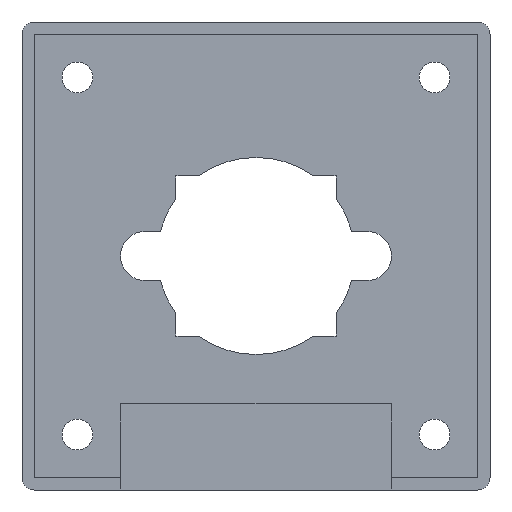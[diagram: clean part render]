
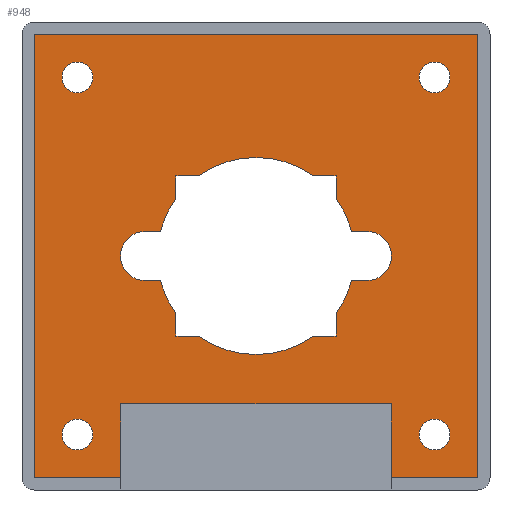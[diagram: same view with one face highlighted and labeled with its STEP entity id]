
A CAD part, front view. The second image highlights one B-rep face of the part: STEP entity #948.
In plain terms, the highlighted planar face has unit normal (0, -1, 0).
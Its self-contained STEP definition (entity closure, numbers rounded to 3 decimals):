
#20=FACE_BOUND('',#130,.T.);
#21=FACE_BOUND('',#131,.T.);
#22=FACE_BOUND('',#132,.T.);
#23=FACE_BOUND('',#133,.T.);
#24=FACE_BOUND('',#134,.T.);
#40=PLANE('',#1039);
#76=FACE_OUTER_BOUND('',#129,.T.);
#129=EDGE_LOOP('',(#765,#766,#767,#768,#769,#770,#771,#772));
#130=EDGE_LOOP('',(#773));
#131=EDGE_LOOP('',(#774,#775,#776,#777,#778,#779,#780,#781,#782,#783,#784,
#785,#786,#787,#788,#789,#790,#791,#792,#793));
#132=EDGE_LOOP('',(#794));
#133=EDGE_LOOP('',(#795));
#134=EDGE_LOOP('',(#796));
#217=LINE('',#1500,#323);
#220=LINE('',#1505,#326);
#222=LINE('',#1509,#328);
#224=LINE('',#1513,#330);
#226=LINE('',#1517,#332);
#228=LINE('',#1521,#334);
#229=LINE('',#1523,#335);
#230=LINE('',#1524,#336);
#231=LINE('',#1531,#337);
#232=LINE('',#1535,#338);
#233=LINE('',#1537,#339);
#234=LINE('',#1541,#340);
#235=LINE('',#1543,#341);
#236=LINE('',#1547,#342);
#237=LINE('',#1551,#343);
#238=LINE('',#1555,#344);
#239=LINE('',#1557,#345);
#240=LINE('',#1561,#346);
#241=LINE('',#1563,#347);
#242=LINE('',#1566,#348);
#323=VECTOR('',#1206,10.);
#326=VECTOR('',#1211,10.);
#328=VECTOR('',#1215,10.);
#330=VECTOR('',#1219,10.);
#332=VECTOR('',#1223,10.);
#334=VECTOR('',#1227,10.);
#335=VECTOR('',#1228,10.);
#336=VECTOR('',#1229,10.);
#337=VECTOR('',#1234,10.);
#338=VECTOR('',#1237,10.);
#339=VECTOR('',#1238,10.);
#340=VECTOR('',#1241,10.);
#341=VECTOR('',#1242,10.);
#342=VECTOR('',#1245,10.);
#343=VECTOR('',#1248,10.);
#344=VECTOR('',#1251,10.);
#345=VECTOR('',#1252,10.);
#346=VECTOR('',#1255,10.);
#347=VECTOR('',#1256,10.);
#348=VECTOR('',#1259,10.);
#395=CIRCLE('',#1040,1.25);
#396=CIRCLE('',#1041,2.);
#397=CIRCLE('',#1042,8.);
#398=CIRCLE('',#1043,8.);
#399=CIRCLE('',#1044,8.);
#400=CIRCLE('',#1045,2.);
#401=CIRCLE('',#1046,8.);
#402=CIRCLE('',#1047,8.);
#403=CIRCLE('',#1048,8.);
#404=CIRCLE('',#1049,1.25);
#405=CIRCLE('',#1050,1.25);
#406=CIRCLE('',#1051,1.25);
#467=VERTEX_POINT('',#1498);
#468=VERTEX_POINT('',#1499);
#469=VERTEX_POINT('',#1504);
#470=VERTEX_POINT('',#1508);
#471=VERTEX_POINT('',#1512);
#472=VERTEX_POINT('',#1516);
#473=VERTEX_POINT('',#1520);
#474=VERTEX_POINT('',#1522);
#475=VERTEX_POINT('',#1525);
#476=VERTEX_POINT('',#1527);
#477=VERTEX_POINT('',#1528);
#478=VERTEX_POINT('',#1530);
#479=VERTEX_POINT('',#1532);
#480=VERTEX_POINT('',#1534);
#481=VERTEX_POINT('',#1536);
#482=VERTEX_POINT('',#1538);
#483=VERTEX_POINT('',#1540);
#484=VERTEX_POINT('',#1542);
#485=VERTEX_POINT('',#1544);
#486=VERTEX_POINT('',#1546);
#487=VERTEX_POINT('',#1548);
#488=VERTEX_POINT('',#1550);
#489=VERTEX_POINT('',#1552);
#490=VERTEX_POINT('',#1554);
#491=VERTEX_POINT('',#1556);
#492=VERTEX_POINT('',#1558);
#493=VERTEX_POINT('',#1560);
#494=VERTEX_POINT('',#1562);
#495=VERTEX_POINT('',#1564);
#496=VERTEX_POINT('',#1567);
#497=VERTEX_POINT('',#1569);
#498=VERTEX_POINT('',#1571);
#573=EDGE_CURVE('',#467,#468,#217,.T.);
#576=EDGE_CURVE('',#468,#469,#220,.T.);
#578=EDGE_CURVE('',#469,#470,#222,.T.);
#580=EDGE_CURVE('',#470,#471,#224,.T.);
#582=EDGE_CURVE('',#471,#472,#226,.T.);
#584=EDGE_CURVE('',#473,#472,#228,.T.);
#585=EDGE_CURVE('',#474,#473,#229,.T.);
#586=EDGE_CURVE('',#467,#474,#230,.T.);
#587=EDGE_CURVE('',#475,#475,#395,.T.);
#588=EDGE_CURVE('',#476,#477,#396,.T.);
#589=EDGE_CURVE('',#478,#476,#231,.T.);
#590=EDGE_CURVE('',#479,#478,#397,.T.);
#591=EDGE_CURVE('',#480,#479,#232,.T.);
#592=EDGE_CURVE('',#481,#480,#233,.T.);
#593=EDGE_CURVE('',#482,#481,#398,.T.);
#594=EDGE_CURVE('',#483,#482,#234,.T.);
#595=EDGE_CURVE('',#484,#483,#235,.T.);
#596=EDGE_CURVE('',#485,#484,#399,.T.);
#597=EDGE_CURVE('',#486,#485,#236,.T.);
#598=EDGE_CURVE('',#487,#486,#400,.T.);
#599=EDGE_CURVE('',#488,#487,#237,.T.);
#600=EDGE_CURVE('',#489,#488,#401,.T.);
#601=EDGE_CURVE('',#490,#489,#238,.T.);
#602=EDGE_CURVE('',#491,#490,#239,.T.);
#603=EDGE_CURVE('',#492,#491,#402,.T.);
#604=EDGE_CURVE('',#493,#492,#240,.T.);
#605=EDGE_CURVE('',#494,#493,#241,.T.);
#606=EDGE_CURVE('',#495,#494,#403,.T.);
#607=EDGE_CURVE('',#477,#495,#242,.T.);
#608=EDGE_CURVE('',#496,#496,#404,.T.);
#609=EDGE_CURVE('',#497,#497,#405,.T.);
#610=EDGE_CURVE('',#498,#498,#406,.T.);
#765=ORIENTED_EDGE('',*,*,#573,.T.);
#766=ORIENTED_EDGE('',*,*,#576,.T.);
#767=ORIENTED_EDGE('',*,*,#578,.T.);
#768=ORIENTED_EDGE('',*,*,#580,.T.);
#769=ORIENTED_EDGE('',*,*,#582,.T.);
#770=ORIENTED_EDGE('',*,*,#584,.F.);
#771=ORIENTED_EDGE('',*,*,#585,.F.);
#772=ORIENTED_EDGE('',*,*,#586,.F.);
#773=ORIENTED_EDGE('',*,*,#587,.F.);
#774=ORIENTED_EDGE('',*,*,#588,.F.);
#775=ORIENTED_EDGE('',*,*,#589,.F.);
#776=ORIENTED_EDGE('',*,*,#590,.F.);
#777=ORIENTED_EDGE('',*,*,#591,.F.);
#778=ORIENTED_EDGE('',*,*,#592,.F.);
#779=ORIENTED_EDGE('',*,*,#593,.F.);
#780=ORIENTED_EDGE('',*,*,#594,.F.);
#781=ORIENTED_EDGE('',*,*,#595,.F.);
#782=ORIENTED_EDGE('',*,*,#596,.F.);
#783=ORIENTED_EDGE('',*,*,#597,.F.);
#784=ORIENTED_EDGE('',*,*,#598,.F.);
#785=ORIENTED_EDGE('',*,*,#599,.F.);
#786=ORIENTED_EDGE('',*,*,#600,.F.);
#787=ORIENTED_EDGE('',*,*,#601,.F.);
#788=ORIENTED_EDGE('',*,*,#602,.F.);
#789=ORIENTED_EDGE('',*,*,#603,.F.);
#790=ORIENTED_EDGE('',*,*,#604,.F.);
#791=ORIENTED_EDGE('',*,*,#605,.F.);
#792=ORIENTED_EDGE('',*,*,#606,.F.);
#793=ORIENTED_EDGE('',*,*,#607,.F.);
#794=ORIENTED_EDGE('',*,*,#608,.F.);
#795=ORIENTED_EDGE('',*,*,#609,.F.);
#796=ORIENTED_EDGE('',*,*,#610,.F.);
#948=ADVANCED_FACE('',(#76,#20,#21,#22,#23,#24),#40,.F.);
#1039=AXIS2_PLACEMENT_3D('',#1519,#1225,#1226);
#1040=AXIS2_PLACEMENT_3D('',#1526,#1230,#1231);
#1041=AXIS2_PLACEMENT_3D('',#1529,#1232,#1233);
#1042=AXIS2_PLACEMENT_3D('',#1533,#1235,#1236);
#1043=AXIS2_PLACEMENT_3D('',#1539,#1239,#1240);
#1044=AXIS2_PLACEMENT_3D('',#1545,#1243,#1244);
#1045=AXIS2_PLACEMENT_3D('',#1549,#1246,#1247);
#1046=AXIS2_PLACEMENT_3D('',#1553,#1249,#1250);
#1047=AXIS2_PLACEMENT_3D('',#1559,#1253,#1254);
#1048=AXIS2_PLACEMENT_3D('',#1565,#1257,#1258);
#1049=AXIS2_PLACEMENT_3D('',#1568,#1260,#1261);
#1050=AXIS2_PLACEMENT_3D('',#1570,#1262,#1263);
#1051=AXIS2_PLACEMENT_3D('',#1572,#1264,#1265);
#1206=DIRECTION('',(1.,0.,0.));
#1211=DIRECTION('',(0.,0.,1.));
#1215=DIRECTION('',(-1.,0.,0.));
#1219=DIRECTION('',(0.,0.,-1.));
#1223=DIRECTION('',(1.,0.,0.));
#1225=DIRECTION('center_axis',(0.,1.,0.));
#1226=DIRECTION('ref_axis',(0.,0.,1.));
#1227=DIRECTION('',(0.,0.,-1.));
#1228=DIRECTION('',(-1.,0.,0.));
#1229=DIRECTION('',(0.,0.,1.));
#1230=DIRECTION('center_axis',(0.,-1.,0.));
#1231=DIRECTION('ref_axis',(1.,0.,0.));
#1232=DIRECTION('center_axis',(0.,-1.,0.));
#1233=DIRECTION('ref_axis',(0.,0.,-1.));
#1234=DIRECTION('',(1.,0.,0.));
#1235=DIRECTION('center_axis',(0.,-1.,0.));
#1236=DIRECTION('ref_axis',(1.,0.,0.));
#1237=DIRECTION('',(0.,0.,1.));
#1238=DIRECTION('',(1.,0.,0.));
#1239=DIRECTION('center_axis',(0.,-1.,0.));
#1240=DIRECTION('ref_axis',(1.,0.,0.));
#1241=DIRECTION('',(1.,0.,0.));
#1242=DIRECTION('',(0.,0.,-1.));
#1243=DIRECTION('center_axis',(0.,-1.,0.));
#1244=DIRECTION('ref_axis',(1.,0.,0.));
#1245=DIRECTION('',(1.,0.,0.));
#1246=DIRECTION('center_axis',(0.,-1.,0.));
#1247=DIRECTION('ref_axis',(0.,0.,1.));
#1248=DIRECTION('',(-1.,0.,0.));
#1249=DIRECTION('center_axis',(0.,-1.,0.));
#1250=DIRECTION('ref_axis',(1.,0.,0.));
#1251=DIRECTION('',(0.,0.,-1.));
#1252=DIRECTION('',(-1.,0.,0.));
#1253=DIRECTION('center_axis',(0.,-1.,0.));
#1254=DIRECTION('ref_axis',(1.,0.,0.));
#1255=DIRECTION('',(-1.,0.,0.));
#1256=DIRECTION('',(0.,0.,1.));
#1257=DIRECTION('center_axis',(0.,-1.,0.));
#1258=DIRECTION('ref_axis',(1.,0.,0.));
#1259=DIRECTION('',(-1.,0.,0.));
#1260=DIRECTION('center_axis',(0.,-1.,0.));
#1261=DIRECTION('ref_axis',(1.,0.,0.));
#1262=DIRECTION('center_axis',(0.,-1.,0.));
#1263=DIRECTION('ref_axis',(1.,0.,0.));
#1264=DIRECTION('center_axis',(0.,-1.,0.));
#1265=DIRECTION('ref_axis',(1.,0.,0.));
#1498=CARTESIAN_POINT('',(11.,0.,-18.));
#1499=CARTESIAN_POINT('',(18.,0.,-18.));
#1500=CARTESIAN_POINT('',(9.,0.,-18.));
#1504=CARTESIAN_POINT('',(18.,0.,18.));
#1505=CARTESIAN_POINT('',(18.,0.,9.));
#1508=CARTESIAN_POINT('',(-18.,0.,18.));
#1509=CARTESIAN_POINT('',(-9.,0.,18.));
#1512=CARTESIAN_POINT('',(-18.,0.,-18.));
#1513=CARTESIAN_POINT('',(-18.,0.,-9.));
#1516=CARTESIAN_POINT('',(-11.,0.,-18.));
#1517=CARTESIAN_POINT('',(-5.5,0.,-18.));
#1519=CARTESIAN_POINT('Origin',(0.,0.,0.));
#1520=CARTESIAN_POINT('',(-11.,0.,-12.));
#1521=CARTESIAN_POINT('',(-11.,0.,-12.));
#1522=CARTESIAN_POINT('',(11.,0.,-12.));
#1523=CARTESIAN_POINT('',(11.,0.,-12.));
#1524=CARTESIAN_POINT('',(11.,0.,-19.));
#1525=CARTESIAN_POINT('',(13.25,0.,-14.5));
#1526=CARTESIAN_POINT('Origin',(14.5,0.,-14.5));
#1527=CARTESIAN_POINT('',(9.,0.,-2.));
#1528=CARTESIAN_POINT('',(9.,0.,2.));
#1529=CARTESIAN_POINT('Origin',(9.,0.,0.));
#1530=CARTESIAN_POINT('',(7.746,0.,-2.));
#1531=CARTESIAN_POINT('',(-9.,0.,-2.));
#1532=CARTESIAN_POINT('',(6.5,0.,-4.664));
#1533=CARTESIAN_POINT('Origin',(0.,0.,0.));
#1534=CARTESIAN_POINT('',(6.5,0.,-6.5));
#1535=CARTESIAN_POINT('',(6.5,0.,-6.5));
#1536=CARTESIAN_POINT('',(4.664,0.,-6.5));
#1537=CARTESIAN_POINT('',(-6.5,0.,-6.5));
#1538=CARTESIAN_POINT('',(-4.664,0.,-6.5));
#1539=CARTESIAN_POINT('Origin',(0.,0.,0.));
#1540=CARTESIAN_POINT('',(-6.5,0.,-6.5));
#1541=CARTESIAN_POINT('',(-6.5,0.,-6.5));
#1542=CARTESIAN_POINT('',(-6.5,0.,-4.664));
#1543=CARTESIAN_POINT('',(-6.5,0.,6.5));
#1544=CARTESIAN_POINT('',(-7.746,0.,-2.));
#1545=CARTESIAN_POINT('Origin',(0.,0.,0.));
#1546=CARTESIAN_POINT('',(-9.,0.,-2.));
#1547=CARTESIAN_POINT('',(-9.,0.,-2.));
#1548=CARTESIAN_POINT('',(-9.,0.,2.));
#1549=CARTESIAN_POINT('Origin',(-9.,0.,0.));
#1550=CARTESIAN_POINT('',(-7.746,0.,2.));
#1551=CARTESIAN_POINT('',(9.,0.,2.));
#1552=CARTESIAN_POINT('',(-6.5,0.,4.664));
#1553=CARTESIAN_POINT('Origin',(0.,0.,0.));
#1554=CARTESIAN_POINT('',(-6.5,0.,6.5));
#1555=CARTESIAN_POINT('',(-6.5,0.,6.5));
#1556=CARTESIAN_POINT('',(-4.664,0.,6.5));
#1557=CARTESIAN_POINT('',(6.5,0.,6.5));
#1558=CARTESIAN_POINT('',(4.664,0.,6.5));
#1559=CARTESIAN_POINT('Origin',(0.,0.,0.));
#1560=CARTESIAN_POINT('',(6.5,0.,6.5));
#1561=CARTESIAN_POINT('',(6.5,0.,6.5));
#1562=CARTESIAN_POINT('',(6.5,0.,4.664));
#1563=CARTESIAN_POINT('',(6.5,0.,-6.5));
#1564=CARTESIAN_POINT('',(7.746,0.,2.));
#1565=CARTESIAN_POINT('Origin',(0.,0.,0.));
#1566=CARTESIAN_POINT('',(9.,0.,2.));
#1567=CARTESIAN_POINT('',(13.25,0.,14.5));
#1568=CARTESIAN_POINT('Origin',(14.5,0.,14.5));
#1569=CARTESIAN_POINT('',(-15.75,0.,14.5));
#1570=CARTESIAN_POINT('Origin',(-14.5,0.,14.5));
#1571=CARTESIAN_POINT('',(-15.75,0.,-14.5));
#1572=CARTESIAN_POINT('Origin',(-14.5,0.,-14.5));
